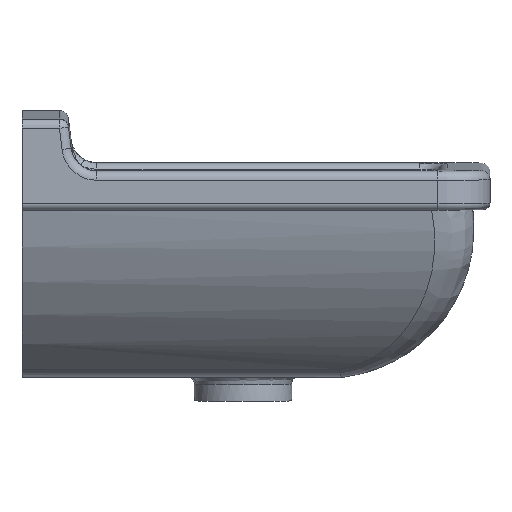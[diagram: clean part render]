
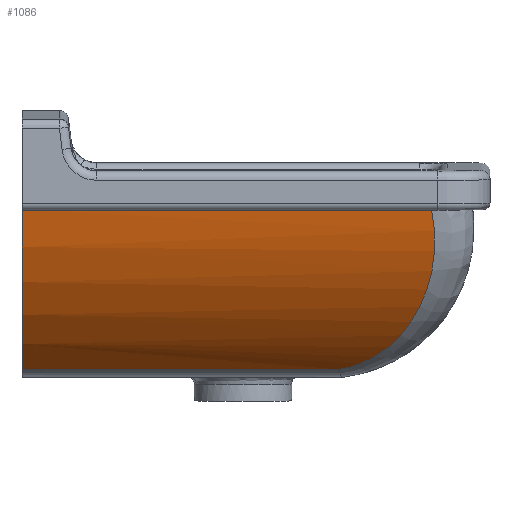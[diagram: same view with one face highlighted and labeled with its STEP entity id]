
A CAD part, left-side view. The second image highlights one B-rep face of the part: STEP entity #1086.
In plain terms, the highlighted cylindrical face has radius 195.005 mm (diameter 390.01 mm), a partial arc.
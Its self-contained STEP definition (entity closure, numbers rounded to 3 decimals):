
#757=CARTESIAN_POINT('',(-32.801,-290.127,130.001));
#758=VERTEX_POINT('',#757);
#776=CARTESIAN_POINT('',(39.708,-219.304,6.375));
#777=VERTEX_POINT('',#776);
#778=CARTESIAN_POINT('',(-32.801,-290.127,130.001));
#779=CARTESIAN_POINT('',(-32.636,-290.35,128.939));
#780=CARTESIAN_POINT('',(-32.288,-290.763,126.815));
#781=CARTESIAN_POINT('',(-31.709,-291.294,123.614));
#782=CARTESIAN_POINT('',(-31.07,-291.737,120.393));
#783=CARTESIAN_POINT('',(-30.14,-292.209,116.086));
#784=CARTESIAN_POINT('',(-28.831,-292.575,110.69));
#785=CARTESIAN_POINT('',(-27.03,-292.66,104.247));
#786=CARTESIAN_POINT('',(-25.351,-292.444,98.946));
#787=CARTESIAN_POINT('',(-23.91,-292.106,94.768));
#788=CARTESIAN_POINT('',(-22.783,-291.774,91.674));
#789=CARTESIAN_POINT('',(-21.611,-291.363,88.617));
#790=CARTESIAN_POINT('',(-19.983,-290.712,84.575));
#791=CARTESIAN_POINT('',(-16.4,-289.039,76.282));
#792=CARTESIAN_POINT('',(-11.579,-286.137,66.786));
#793=CARTESIAN_POINT('',(-6.734,-282.657,58.575));
#794=CARTESIAN_POINT('',(-3.901,-280.474,54.093));
#795=CARTESIAN_POINT('',(-1.746,-278.741,50.831));
#796=CARTESIAN_POINT('',(0.447,-276.904,47.651));
#797=CARTESIAN_POINT('',(4.888,-273.035,41.475));
#798=CARTESIAN_POINT('',(11.718,-266.514,32.911));
#799=CARTESIAN_POINT('',(18.083,-259.384,26.016));
#800=CARTESIAN_POINT('',(21.661,-254.897,22.392));
#801=CARTESIAN_POINT('',(23.082,-253.068,20.975));
#802=CARTESIAN_POINT('',(26.935,-247.903,17.22));
#803=CARTESIAN_POINT('',(31.193,-241.28,13.391));
#804=CARTESIAN_POINT('',(34.593,-234.435,10.513));
#805=CARTESIAN_POINT('',(36.057,-231.059,9.301));
#806=CARTESIAN_POINT('',(37.401,-227.626,8.205));
#807=CARTESIAN_POINT('',(38.676,-223.709,7.185));
#808=CARTESIAN_POINT('',(39.436,-220.599,6.588));
#809=CARTESIAN_POINT('',(39.708,-219.304,6.375));
#810=B_SPLINE_CURVE_WITH_KNOTS('',3,(#778,#779,#780,#781,#782,#783,#784,#785,#786,#787,#788,#789,#790,#791,#792,#793,#794,#795,#796,#797,#798,#799,#800,#801,#802,#803,#804,#805,#806,#807,#808,#809),.UNSPECIFIED.,.F.,.U.,(4,1,1,1,1,1,1,1,1,1,1,1,1,1,1,1,1,1,1,1,1,1,1,1,1,1,1,1,1,4),(61.709,61.989,62.269,62.549,62.829,63.389,63.949,64.509,64.789,65.069,65.349,65.629,66.189,67.682,68.429,68.802,69.176,69.549,69.922,71.416,72.909,73.096,73.282,73.656,75.149,75.709,75.989,76.269,76.829,77.223),.UNSPECIFIED.);
#811=EDGE_CURVE('',#758,#777,#810,.T.);
#937=CARTESIAN_POINT('',(39.708,24.935,6.375));
#938=VERTEX_POINT('',#937);
#955=CARTESIAN_POINT('',(39.708,-219.304,6.375));
#956=DIRECTION('',(0.0,1.0,0.0));
#957=VECTOR('',#956,244.238);
#958=LINE('',#955,#957);
#959=EDGE_CURVE('',#777,#938,#958,.T.);
#1030=CARTESIAN_POINT('',(-32.801,24.935,130.001));
#1031=VERTEX_POINT('',#1030);
#1032=CARTESIAN_POINT('',(159.892,24.935,159.942));
#1033=DIRECTION('',(0.0,1.0,0.0));
#1034=DIRECTION('',(0.572,0.0,0.82));
#1035=AXIS2_PLACEMENT_3D('',#1032,#1033,#1034);
#1036=CIRCLE('',#1035,195.005);
#1037=EDGE_CURVE('',#938,#1031,#1036,.T.);
#1070=CARTESIAN_POINT('',(159.892,24.935,159.942));
#1071=DIRECTION('',(0.0,-1.0,0.0));
#1072=DIRECTION('',(0.572,0.0,0.82));
#1073=AXIS2_PLACEMENT_3D('',#1070,#1071,#1072);
#1074=CYLINDRICAL_SURFACE('',#1073,195.005);
#1075=ORIENTED_EDGE('',*,*,#959,.F.);
#1076=ORIENTED_EDGE('',*,*,#811,.F.);
#1077=CARTESIAN_POINT('',(-32.801,-290.127,130.001));
#1078=DIRECTION('',(0.,1.0,0.));
#1079=VECTOR('',#1078,315.062);
#1080=LINE('',#1077,#1079);
#1081=EDGE_CURVE('',#758,#1031,#1080,.T.);
#1082=ORIENTED_EDGE('',*,*,#1081,.T.);
#1083=ORIENTED_EDGE('',*,*,#1037,.F.);
#1084=EDGE_LOOP('',(#1075,#1076,#1082,#1083));
#1085=FACE_OUTER_BOUND('',#1084,.T.);
#1086=ADVANCED_FACE('',(#1085),#1074,.T.);
